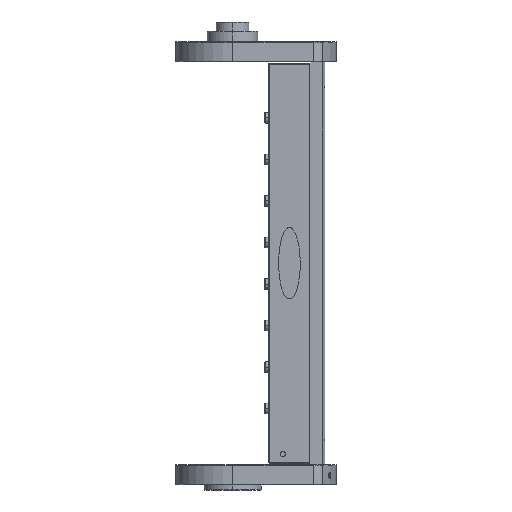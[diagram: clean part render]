
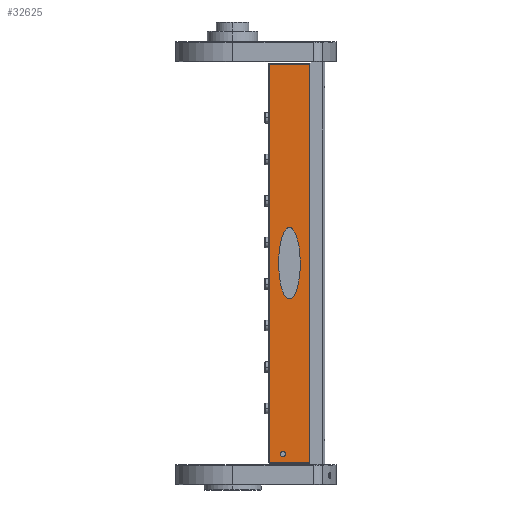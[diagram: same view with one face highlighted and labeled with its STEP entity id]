
A CAD part, left-side view. The second image highlights one B-rep face of the part: STEP entity #32625.
In plain terms, the highlighted face is planar.
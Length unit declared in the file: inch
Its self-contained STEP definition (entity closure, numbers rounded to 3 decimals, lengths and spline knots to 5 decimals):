
#297 = CARTESIAN_POINT ( 'NONE',  ( 9.1875, 1.3, -2.25 ) ) ;
#1050 = DIRECTION ( 'NONE',  ( -1., 0., 0. ) ) ;
#1993 = AXIS2_PLACEMENT_3D ( 'NONE', #297, #3538, #33656 ) ;
#3410 = EDGE_CURVE ( 'NONE', #20543, #13120, #25122, .T. ) ;
#3538 = DIRECTION ( 'NONE',  ( 0., 0., -1. ) ) ;
#4972 = FACE_BOUND ( 'NONE', #7290, .T. ) ;
#5336 = CARTESIAN_POINT ( 'NONE',  ( -1.72, 0.985, -2.25 ) ) ;
#5615 = CARTESIAN_POINT ( 'NONE',  ( -9.595, 0.02, -2.25 ) ) ;
#6219 = CARTESIAN_POINT ( 'NONE',  ( -9.595, 1.95, -2.25 ) ) ;
#6367 =( BOUNDED_CURVE ( )  B_SPLINE_CURVE ( 3, ( #37988, #24914, #14541, #31477 ),
 .UNSPECIFIED., .F., .F. ) 
 B_SPLINE_CURVE_WITH_KNOTS ( ( 4, 4 ),
 ( 3.14159, 6.28319 ),
 .UNSPECIFIED. ) 
 CURVE ( )  GEOMETRIC_REPRESENTATION_ITEM ( )  RATIONAL_B_SPLINE_CURVE ( ( 1., 0.333, 0.333, 1. ) ) 
 REPRESENTATION_ITEM ( '' )  );
#7290 = EDGE_LOOP ( 'NONE', ( #20829, #31808 ) ) ;
#9285 = DIRECTION ( 'NONE',  ( -1., 0., 0. ) ) ;
#9561 = VERTEX_POINT ( 'NONE', #20359 ) ;
#12408 = VERTEX_POINT ( 'NONE', #6219 ) ;
#12590 = CARTESIAN_POINT ( 'NONE',  ( 9.595, 1.97, -2.25 ) ) ;
#13120 = VERTEX_POINT ( 'NONE', #31294 ) ;
#14041 = LINE ( 'NONE', #18047, #29239 ) ;
#14541 = CARTESIAN_POINT ( 'NONE',  ( 1.72, -0.059, -2.25 ) ) ;
#14641 = VECTOR ( 'NONE', #9285, 39.37008 ) ;
#15047 = DIRECTION ( 'NONE',  ( 1., 0., 0. ) ) ;
#15230 = ORIENTED_EDGE ( 'NONE', *, *, #16348, .T. ) ;
#15745 = CARTESIAN_POINT ( 'NONE',  ( -1.72, 0.985, -2.25 ) ) ;
#16248 = PLANE ( 'NONE',  #18042 ) ;
#16348 = EDGE_CURVE ( 'NONE', #9561, #12408, #21962, .T. ) ;
#17190 = CARTESIAN_POINT ( 'NONE',  ( 1.72, 2.029, -2.25 ) ) ;
#17574 = VERTEX_POINT ( 'NONE', #41298 ) ;
#18042 = AXIS2_PLACEMENT_3D ( 'NONE', #23881, #33816, #27231 ) ;
#18047 = CARTESIAN_POINT ( 'NONE',  ( -9.625, 1.95, -2.25 ) ) ;
#18203 = ORIENTED_EDGE ( 'NONE', *, *, #31154, .T. ) ;
#18594 = DIRECTION ( 'NONE',  ( 0., -1., 0. ) ) ;
#18668 = CARTESIAN_POINT ( 'NONE',  ( 1.72, 0.985, -2.25 ) ) ;
#18794 = FACE_BOUND ( 'NONE', #29149, .T. ) ;
#18827 = EDGE_CURVE ( 'NONE', #24362, #41250, #39066, .T. ) ;
#19329 = FACE_OUTER_BOUND ( 'NONE', #31200, .T. ) ;
#19588 =( BOUNDED_CURVE ( )  B_SPLINE_CURVE ( 3, ( #18668, #17190, #27627, #5336 ),
 .UNSPECIFIED., .F., .F. ) 
 B_SPLINE_CURVE_WITH_KNOTS ( ( 4, 4 ),
 ( 0., 3.14159 ),
 .UNSPECIFIED. ) 
 CURVE ( )  GEOMETRIC_REPRESENTATION_ITEM ( )  RATIONAL_B_SPLINE_CURVE ( ( 1., 0.333, 0.333, 1. ) ) 
 REPRESENTATION_ITEM ( '' )  );
#19695 = ORIENTED_EDGE ( 'NONE', *, *, #41101, .T. ) ;
#20359 = CARTESIAN_POINT ( 'NONE',  ( -9.595, 0.02, -2.25 ) ) ;
#20390 = ORIENTED_EDGE ( 'NONE', *, *, #28967, .T. ) ;
#20543 = VERTEX_POINT ( 'NONE', #24126 ) ;
#20829 = ORIENTED_EDGE ( 'NONE', *, *, #24848, .F. ) ;
#21962 = LINE ( 'NONE', #39074, #37845 ) ;
#23881 = CARTESIAN_POINT ( 'NONE',  ( -9.625, 1.97, -2.25 ) ) ;
#24126 = CARTESIAN_POINT ( 'NONE',  ( 9.3125, 1.3, -2.25 ) ) ;
#24362 = VERTEX_POINT ( 'NONE', #31556 ) ;
#24405 = VERTEX_POINT ( 'NONE', #15745 ) ;
#24848 = EDGE_CURVE ( 'NONE', #13120, #20543, #29501, .T. ) ;
#24914 = CARTESIAN_POINT ( 'NONE',  ( -1.72, -0.059, -2.25 ) ) ;
#25122 = CIRCLE ( 'NONE', #1993, 0.125 ) ;
#25427 = EDGE_CURVE ( 'NONE', #24405, #17574, #6367, .T. ) ;
#26905 = CARTESIAN_POINT ( 'NONE',  ( 9.595, 0.02, -2.25 ) ) ;
#27231 = DIRECTION ( 'NONE',  ( 1., 0., 0. ) ) ;
#27627 = CARTESIAN_POINT ( 'NONE',  ( -1.72, 2.029, -2.25 ) ) ;
#27961 = ORIENTED_EDGE ( 'NONE', *, *, #18827, .T. ) ;
#28967 = EDGE_CURVE ( 'NONE', #12408, #24362, #14041, .T. ) ;
#29149 = EDGE_LOOP ( 'NONE', ( #19695, #41169 ) ) ;
#29151 = LINE ( 'NONE', #5615, #14641 ) ;
#29239 = VECTOR ( 'NONE', #15047, 39.37008 ) ;
#29501 = CIRCLE ( 'NONE', #34278, 0.125 ) ;
#31085 = CARTESIAN_POINT ( 'NONE',  ( 9.1875, 1.3, -2.25 ) ) ;
#31154 = EDGE_CURVE ( 'NONE', #41250, #9561, #29151, .T. ) ;
#31200 = EDGE_LOOP ( 'NONE', ( #27961, #18203, #15230, #20390 ) ) ;
#31294 = CARTESIAN_POINT ( 'NONE',  ( 9.0625, 1.3, -2.25 ) ) ;
#31477 = CARTESIAN_POINT ( 'NONE',  ( 1.72, 0.985, -2.25 ) ) ;
#31556 = CARTESIAN_POINT ( 'NONE',  ( 9.595, 1.95, -2.25 ) ) ;
#31808 = ORIENTED_EDGE ( 'NONE', *, *, #3410, .F. ) ;
#32625 = ADVANCED_FACE ( 'NONE', ( #4972, #18794, #19329 ), #16248, .F. ) ;
#33656 = DIRECTION ( 'NONE',  ( -1., 0., 0. ) ) ;
#33816 = DIRECTION ( 'NONE',  ( 0., 0., 1. ) ) ;
#34278 = AXIS2_PLACEMENT_3D ( 'NONE', #31085, #34792, #1050 ) ;
#34792 = DIRECTION ( 'NONE',  ( 0., 0., -1. ) ) ;
#37845 = VECTOR ( 'NONE', #42419, 39.37008 ) ;
#37988 = CARTESIAN_POINT ( 'NONE',  ( -1.72, 0.985, -2.25 ) ) ;
#38846 = VECTOR ( 'NONE', #18594, 39.37008 ) ;
#39066 = LINE ( 'NONE', #12590, #38846 ) ;
#39074 = CARTESIAN_POINT ( 'NONE',  ( -9.595, 1.97, -2.25 ) ) ;
#41101 = EDGE_CURVE ( 'NONE', #17574, #24405, #19588, .T. ) ;
#41169 = ORIENTED_EDGE ( 'NONE', *, *, #25427, .T. ) ;
#41250 = VERTEX_POINT ( 'NONE', #26905 ) ;
#41298 = CARTESIAN_POINT ( 'NONE',  ( 1.72, 0.985, -2.25 ) ) ;
#42419 = DIRECTION ( 'NONE',  ( 0., 1., 0. ) ) ;
